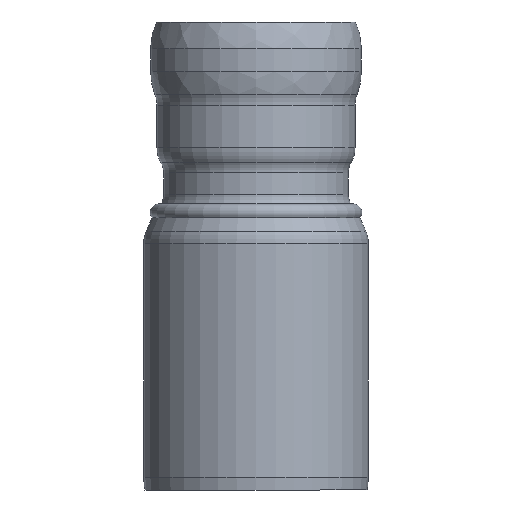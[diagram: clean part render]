
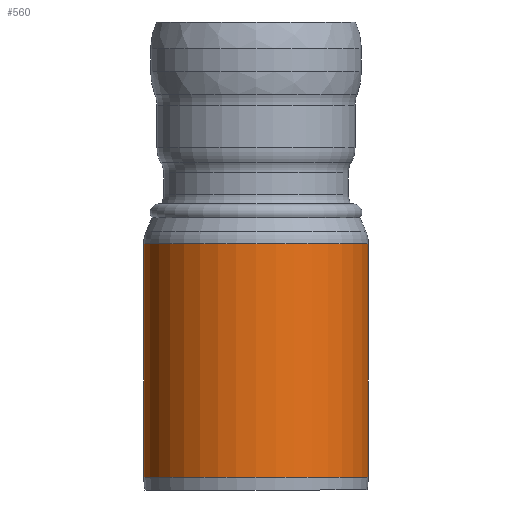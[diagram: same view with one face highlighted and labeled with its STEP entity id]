
A CAD part, front view. The second image highlights one B-rep face of the part: STEP entity #560.
In plain terms, the highlighted cylindrical face has radius 444.5 mm (diameter 889 mm), a full revolution.
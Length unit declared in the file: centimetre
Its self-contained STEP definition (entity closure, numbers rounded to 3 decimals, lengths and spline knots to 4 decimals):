
#34=CYLINDRICAL_SURFACE('',#606,44.45);
#55=FACE_OUTER_BOUND('',#91,.T.);
#91=EDGE_LOOP('',(#387,#388,#389,#390,#391));
#131=LINE('',#943,#147);
#147=VECTOR('',#724,44.45);
#165=CIRCLE('',#603,44.45);
#167=CIRCLE('',#605,44.45);
#168=CIRCLE('',#607,44.45);
#236=VERTEX_POINT('',#935);
#237=VERTEX_POINT('',#936);
#238=VERTEX_POINT('',#941);
#293=EDGE_CURVE('',#236,#237,#165,.T.);
#295=EDGE_CURVE('',#237,#236,#167,.T.);
#296=EDGE_CURVE('',#238,#238,#168,.T.);
#297=EDGE_CURVE('',#238,#237,#131,.T.);
#387=ORIENTED_EDGE('',*,*,#296,.F.);
#388=ORIENTED_EDGE('',*,*,#297,.T.);
#389=ORIENTED_EDGE('',*,*,#295,.T.);
#390=ORIENTED_EDGE('',*,*,#293,.T.);
#391=ORIENTED_EDGE('',*,*,#297,.F.);
#560=ADVANCED_FACE('',(#55),#34,.T.);
#603=AXIS2_PLACEMENT_3D('',#937,#714,#715);
#605=AXIS2_PLACEMENT_3D('',#939,#718,#719);
#606=AXIS2_PLACEMENT_3D('',#940,#720,#721);
#607=AXIS2_PLACEMENT_3D('',#942,#722,#723);
#714=DIRECTION('center_axis',(0.,0.,
-1.));
#715=DIRECTION('ref_axis',(-1.,0.,0.));
#718=DIRECTION('center_axis',(0.,0.,
-1.));
#719=DIRECTION('ref_axis',(-1.,0.,0.));
#720=DIRECTION('center_axis',(0.,0.,
-1.));
#721=DIRECTION('ref_axis',(-1.,0.,0.));
#722=DIRECTION('center_axis',(0.,0.,
-1.));
#723=DIRECTION('ref_axis',(-1.,0.,0.));
#724=DIRECTION('',(0.,0.,1.));
#935=CARTESIAN_POINT('',(0.,-44.45,92.441));
#936=CARTESIAN_POINT('',(44.45,0.,92.441));
#937=CARTESIAN_POINT('Origin',(0.,0.,
92.441));
#939=CARTESIAN_POINT('Origin',(0.,0.,
92.441));
#940=CARTESIAN_POINT('Origin',(0.,0.,
46.2205));
#941=CARTESIAN_POINT('',(44.45,0.,0.));
#942=CARTESIAN_POINT('Origin',(0.,0.,0.));
#943=CARTESIAN_POINT('',(44.45,0.,46.2205));
